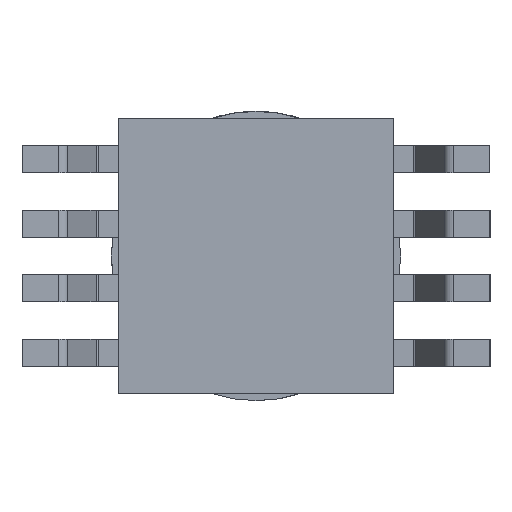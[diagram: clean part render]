
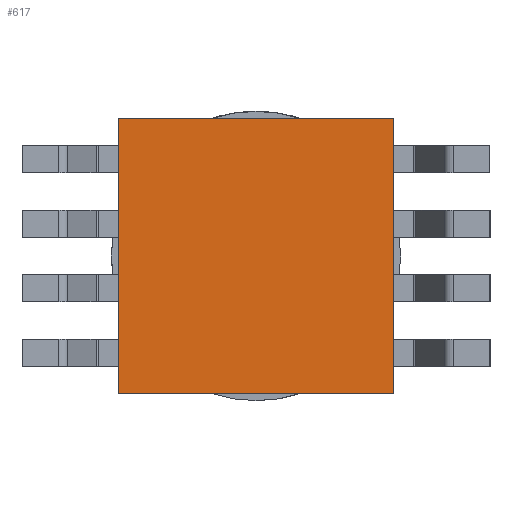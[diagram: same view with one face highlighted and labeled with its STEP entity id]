
A CAD part, front view. The second image highlights one B-rep face of the part: STEP entity #617.
In plain terms, the highlighted planar face has unit normal (0, -1, 0).
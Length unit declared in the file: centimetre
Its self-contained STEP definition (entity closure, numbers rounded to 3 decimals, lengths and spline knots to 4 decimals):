
#119=FACE_OUTER_BOUND('',#165,.T.);
#165=EDGE_LOOP('',(#546,#547,#548,#549));
#227=LINE('',#1051,#275);
#230=LINE('',#1056,#278);
#237=LINE('',#1070,#285);
#239=LINE('',#1073,#287);
#275=VECTOR('',#870,1.);
#278=VECTOR('',#875,1.);
#285=VECTOR('',#890,1.);
#287=VECTOR('',#894,1.);
#331=VERTEX_POINT('',#1049);
#332=VERTEX_POINT('',#1050);
#333=VERTEX_POINT('',#1055);
#336=VERTEX_POINT('',#1069);
#397=EDGE_CURVE('',#331,#332,#227,.T.);
#400=EDGE_CURVE('',#333,#331,#230,.T.);
#407=EDGE_CURVE('',#332,#336,#237,.T.);
#409=EDGE_CURVE('',#336,#333,#239,.T.);
#546=ORIENTED_EDGE('',*,*,#400,.T.);
#547=ORIENTED_EDGE('',*,*,#397,.T.);
#548=ORIENTED_EDGE('',*,*,#407,.T.);
#549=ORIENTED_EDGE('',*,*,#409,.T.);
#580=PLANE('',#694);
#617=ADVANCED_FACE('',(#119),#580,.F.);
#694=AXIS2_PLACEMENT_3D('',#1072,#892,#893);
#870=DIRECTION('',(0.,0.,-1.));
#875=DIRECTION('',(-1.,0.,0.));
#890=DIRECTION('',(1.,0.,0.));
#892=DIRECTION('center_axis',(0.,1.,0.));
#893=DIRECTION('ref_axis',(1.,0.,0.));
#894=DIRECTION('',(0.,0.,1.));
#1049=CARTESIAN_POINT('',(-1.37,0.,0.1909));
#1050=CARTESIAN_POINT('',(-1.37,0.,-0.8881));
#1051=CARTESIAN_POINT('',(-1.37,0.,0.1909));
#1055=CARTESIAN_POINT('',(-0.291,0.,0.1909));
#1056=CARTESIAN_POINT('',(-0.291,0.,0.1909));
#1069=CARTESIAN_POINT('',(-0.291,0.,-0.8881));
#1070=CARTESIAN_POINT('',(-1.37,0.,-0.8881));
#1072=CARTESIAN_POINT('Origin',(-0.8305,0.,-0.3486));
#1073=CARTESIAN_POINT('',(-0.291,0.,-0.8881));
